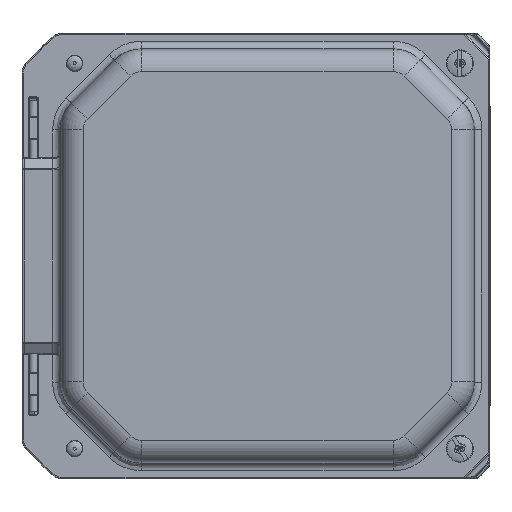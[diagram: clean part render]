
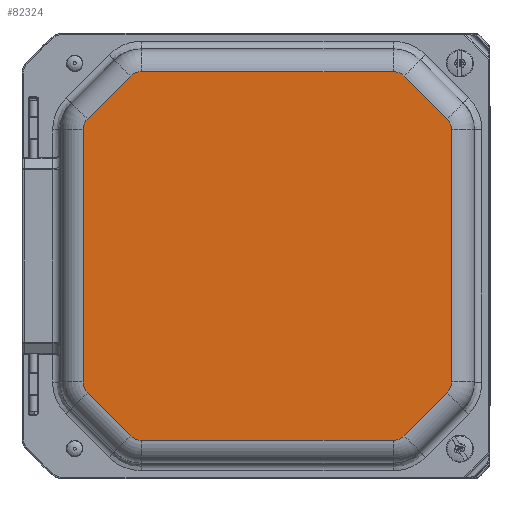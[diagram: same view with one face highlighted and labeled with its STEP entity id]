
A CAD part, top view. The second image highlights one B-rep face of the part: STEP entity #82324.
In plain terms, the highlighted planar face has unit normal (0, 0, 1).
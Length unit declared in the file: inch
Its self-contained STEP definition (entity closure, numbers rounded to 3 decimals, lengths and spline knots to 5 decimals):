
#196 = CARTESIAN_POINT ( 'NONE',  ( 2.8135, 2.09746, 4.312 ) ) ;
#1646 = DIRECTION ( 'NONE',  ( 0., 0., 1. ) ) ;
#2819 = DIRECTION ( 'NONE',  ( 0., -1., 0. ) ) ;
#3208 = ORIENTED_EDGE ( 'NONE', *, *, #81666, .T. ) ;
#5337 = CARTESIAN_POINT ( 'NONE',  ( 3.06736, -0.0006, 4.312 ) ) ;
#5414 = CARTESIAN_POINT ( 'NONE',  ( 2.27656, -2.99461, 4.312 ) ) ;
#6489 = VERTEX_POINT ( 'NONE', #57450 ) ;
#6971 = DIRECTION ( 'NONE',  ( 0., 0., 1. ) ) ;
#7266 = CARTESIAN_POINT ( 'NONE',  ( 2.993, 2.27696, 4.312 ) ) ;
#7495 = DIRECTION ( 'NONE',  ( 0., 0., 1. ) ) ;
#9685 = VERTEX_POINT ( 'NONE', #63660 ) ;
#10069 = VERTEX_POINT ( 'NONE', #34290 ) ;
#11469 = EDGE_CURVE ( 'NONE', #53451, #6489, #23994, .T. ) ;
#13855 = ORIENTED_EDGE ( 'NONE', *, *, #95719, .T. ) ;
#14440 = EDGE_CURVE ( 'NONE', #10069, #63413, #98614, .T. ) ;
#14481 = LINE ( 'NONE', #5414, #43679 ) ;
#17375 = DIRECTION ( 'NONE',  ( 0., -1., 0. ) ) ;
#17563 = CIRCLE ( 'NONE', #92736, 0.25386 ) ;
#18064 = DIRECTION ( 'NONE',  ( -0.707, -0.707, 0. ) ) ;
#18800 = DIRECTION ( 'NONE',  ( 0., 0., 1. ) ) ;
#19373 = DIRECTION ( 'NONE',  ( 0., 0., 1. ) ) ;
#19882 = CIRCLE ( 'NONE', #48841, 0.25386 ) ;
#21779 = DIRECTION ( 'NONE',  ( -0.707, 0.707, 0. ) ) ;
#23994 = CIRCLE ( 'NONE', #36873, 0.25386 ) ;
#26387 = VERTEX_POINT ( 'NONE', #108336 ) ;
#26903 = DIRECTION ( 'NONE',  ( 0., -1., 0. ) ) ;
#27443 = ORIENTED_EDGE ( 'NONE', *, *, #115117, .T. ) ;
#27902 = CARTESIAN_POINT ( 'NONE',  ( -2.09706, -2.8151, 4.312 ) ) ;
#28404 = CARTESIAN_POINT ( 'NONE',  ( -3.06736, 2.09746, 4.312 ) ) ;
#28471 = DIRECTION ( 'NONE',  ( 0., 0., 1. ) ) ;
#28825 = AXIS2_PLACEMENT_3D ( 'NONE', #27902, #19373, #100122 ) ;
#29457 = CARTESIAN_POINT ( 'NONE',  ( 3.06736, -2.09866, 4.312 ) ) ;
#31541 = CARTESIAN_POINT ( 'NONE',  ( -2.09706, 3.06775, 4.312 ) ) ;
#33801 = ORIENTED_EDGE ( 'NONE', *, *, #35767, .T. ) ;
#34290 = CARTESIAN_POINT ( 'NONE',  ( -2.993, -2.27817, 4.312 ) ) ;
#35635 = CARTESIAN_POINT ( 'NONE',  ( 2.8135, -2.09866, 4.312 ) ) ;
#35767 = EDGE_CURVE ( 'NONE', #62833, #69241, #43953, .T. ) ;
#36873 = AXIS2_PLACEMENT_3D ( 'NONE', #86622, #6971, #113038 ) ;
#37903 = EDGE_CURVE ( 'NONE', #101192, #53451, #77928, .T. ) ;
#38844 = CARTESIAN_POINT ( 'NONE',  ( 2.27656, -2.99461, 4.312 ) ) ;
#39198 = EDGE_CURVE ( 'NONE', #63413, #26387, #73956, .T. ) ;
#39786 = CARTESIAN_POINT ( 'NONE',  ( 2.993, -2.27817, 4.312 ) ) ;
#40351 = LINE ( 'NONE', #80190, #97321 ) ;
#40422 = CARTESIAN_POINT ( 'NONE',  ( 2.993, 2.27696, 4.312 ) ) ;
#43679 = VECTOR ( 'NONE', #58321, 39.37008 ) ;
#43768 = CARTESIAN_POINT ( 'NONE',  ( -2.993, -2.27817, 4.312 ) ) ;
#43953 = LINE ( 'NONE', #40422, #63430 ) ;
#45168 = CIRCLE ( 'NONE', #56052, 0.25386 ) ;
#45309 = EDGE_CURVE ( 'NONE', #9685, #62833, #85345, .T. ) ;
#45547 = CARTESIAN_POINT ( 'NONE',  ( 0., -0.0006, 4.312 ) ) ;
#45941 = CARTESIAN_POINT ( 'NONE',  ( -2.8135, -2.09866, 4.312 ) ) ;
#48841 = AXIS2_PLACEMENT_3D ( 'NONE', #35635, #53109, #89211 ) ;
#49134 = DIRECTION ( 'NONE',  ( 1., 0., 0. ) ) ;
#49720 = VECTOR ( 'NONE', #92073, 39.37008 ) ;
#53109 = DIRECTION ( 'NONE',  ( 0., 0., 1. ) ) ;
#53451 = VERTEX_POINT ( 'NONE', #31541 ) ;
#54150 = DIRECTION ( 'NONE',  ( 1., 0., 0. ) ) ;
#54153 = VECTOR ( 'NONE', #63232, 39.37008 ) ;
#54443 = VERTEX_POINT ( 'NONE', #82235 ) ;
#55797 = EDGE_LOOP ( 'NONE', ( #13855, #87824, #84510, #82362, #76878, #27443, #3208, #94441, #97863, #33801, #96131, #78420, #88439, #96521, #108220, #68671 ) ) ;
#56052 = AXIS2_PLACEMENT_3D ( 'NONE', #60787, #7495, #26903 ) ;
#57450 = CARTESIAN_POINT ( 'NONE',  ( -2.27656, 2.9934, 4.312 ) ) ;
#58042 = VERTEX_POINT ( 'NONE', #28404 ) ;
#58321 = DIRECTION ( 'NONE',  ( 0.707, 0.707, 0. ) ) ;
#58772 = CIRCLE ( 'NONE', #105526, 0.25386 ) ;
#60653 = EDGE_CURVE ( 'NONE', #6489, #76843, #40351, .T. ) ;
#60787 = CARTESIAN_POINT ( 'NONE',  ( -2.8135, 2.09746, 4.312 ) ) ;
#61827 = CARTESIAN_POINT ( 'NONE',  ( 2.09706, -3.06896, 4.312 ) ) ;
#62833 = VERTEX_POINT ( 'NONE', #7266 ) ;
#63127 = DIRECTION ( 'NONE',  ( 1., 0., 0. ) ) ;
#63232 = DIRECTION ( 'NONE',  ( 0.707, -0.707, 0. ) ) ;
#63413 = VERTEX_POINT ( 'NONE', #95358 ) ;
#63430 = VECTOR ( 'NONE', #21779, 39.37008 ) ;
#63660 = CARTESIAN_POINT ( 'NONE',  ( 3.06736, 2.09746, 4.312 ) ) ;
#65033 = VERTEX_POINT ( 'NONE', #29457 ) ;
#65418 = DIRECTION ( 'NONE',  ( 0., 0., 1. ) ) ;
#65993 = LINE ( 'NONE', #5337, #95151 ) ;
#68671 = ORIENTED_EDGE ( 'NONE', *, *, #76438, .T. ) ;
#69241 = VERTEX_POINT ( 'NONE', #80294 ) ;
#70183 = DIRECTION ( 'NONE',  ( -1., 0., 0. ) ) ;
#71732 = DIRECTION ( 'NONE',  ( 0., 0., 1. ) ) ;
#73956 = CIRCLE ( 'NONE', #28825, 0.25386 ) ;
#73964 = CARTESIAN_POINT ( 'NONE',  ( 2.09706, 2.8139, 4.312 ) ) ;
#74320 = AXIS2_PLACEMENT_3D ( 'NONE', #196, #71732, #17375 ) ;
#74332 = EDGE_CURVE ( 'NONE', #103857, #93217, #17563, .T. ) ;
#75368 = CARTESIAN_POINT ( 'NONE',  ( -3.06736, -0.0006, 4.312 ) ) ;
#76438 = EDGE_CURVE ( 'NONE', #58042, #54443, #78995, .T. ) ;
#76843 = VERTEX_POINT ( 'NONE', #100271 ) ;
#76878 = ORIENTED_EDGE ( 'NONE', *, *, #74332, .T. ) ;
#77928 = LINE ( 'NONE', #114782, #98751 ) ;
#78420 = ORIENTED_EDGE ( 'NONE', *, *, #37903, .T. ) ;
#78703 = LINE ( 'NONE', #101984, #92590 ) ;
#78995 = LINE ( 'NONE', #75368, #49720 ) ;
#80190 = CARTESIAN_POINT ( 'NONE',  ( -2.27656, 2.9934, 4.312 ) ) ;
#80294 = CARTESIAN_POINT ( 'NONE',  ( 2.27656, 2.9934, 4.312 ) ) ;
#81645 = CIRCLE ( 'NONE', #95141, 0.25386 ) ;
#81666 = EDGE_CURVE ( 'NONE', #103204, #65033, #19882, .T. ) ;
#82235 = CARTESIAN_POINT ( 'NONE',  ( -3.06736, -2.09866, 4.312 ) ) ;
#82324 = ADVANCED_FACE ( 'NONE', ( #95681 ), #98057, .T. ) ;
#82362 = ORIENTED_EDGE ( 'NONE', *, *, #88977, .T. ) ;
#84510 = ORIENTED_EDGE ( 'NONE', *, *, #39198, .T. ) ;
#85345 = CIRCLE ( 'NONE', #74320, 0.25386 ) ;
#86622 = CARTESIAN_POINT ( 'NONE',  ( -2.09706, 2.8139, 4.312 ) ) ;
#87824 = ORIENTED_EDGE ( 'NONE', *, *, #14440, .T. ) ;
#88439 = ORIENTED_EDGE ( 'NONE', *, *, #11469, .T. ) ;
#88977 = EDGE_CURVE ( 'NONE', #26387, #103857, #78703, .T. ) ;
#89064 = CARTESIAN_POINT ( 'NONE',  ( 2.09706, -2.8151, 4.312 ) ) ;
#89211 = DIRECTION ( 'NONE',  ( 1., 0., 0. ) ) ;
#92073 = DIRECTION ( 'NONE',  ( 0., -1., 0. ) ) ;
#92590 = VECTOR ( 'NONE', #49134, 39.37008 ) ;
#92736 = AXIS2_PLACEMENT_3D ( 'NONE', #89064, #1646, #108080 ) ;
#92844 = CARTESIAN_POINT ( 'NONE',  ( 2.09706, 3.06775, 4.312 ) ) ;
#93217 = VERTEX_POINT ( 'NONE', #38844 ) ;
#94441 = ORIENTED_EDGE ( 'NONE', *, *, #107128, .T. ) ;
#94708 = DIRECTION ( 'NONE',  ( 0., 1., 0. ) ) ;
#95141 = AXIS2_PLACEMENT_3D ( 'NONE', #73964, #65418, #2819 ) ;
#95151 = VECTOR ( 'NONE', #94708, 39.37008 ) ;
#95358 = CARTESIAN_POINT ( 'NONE',  ( -2.27656, -2.99461, 4.312 ) ) ;
#95681 = FACE_OUTER_BOUND ( 'NONE', #55797, .T. ) ;
#95719 = EDGE_CURVE ( 'NONE', #54443, #10069, #58772, .T. ) ;
#96131 = ORIENTED_EDGE ( 'NONE', *, *, #110148, .T. ) ;
#96521 = ORIENTED_EDGE ( 'NONE', *, *, #60653, .T. ) ;
#97321 = VECTOR ( 'NONE', #18064, 39.37008 ) ;
#97863 = ORIENTED_EDGE ( 'NONE', *, *, #45309, .T. ) ;
#98057 = PLANE ( 'NONE',  #109920 ) ;
#98614 = LINE ( 'NONE', #43768, #54153 ) ;
#98751 = VECTOR ( 'NONE', #70183, 39.37008 ) ;
#100122 = DIRECTION ( 'NONE',  ( 0., -1., 0. ) ) ;
#100271 = CARTESIAN_POINT ( 'NONE',  ( -2.993, 2.27696, 4.312 ) ) ;
#101192 = VERTEX_POINT ( 'NONE', #92844 ) ;
#101984 = CARTESIAN_POINT ( 'NONE',  ( 0., -3.06896, 4.312 ) ) ;
#103204 = VERTEX_POINT ( 'NONE', #39786 ) ;
#103857 = VERTEX_POINT ( 'NONE', #61827 ) ;
#105526 = AXIS2_PLACEMENT_3D ( 'NONE', #45941, #18800, #63127 ) ;
#106474 = EDGE_CURVE ( 'NONE', #76843, #58042, #45168, .T. ) ;
#107128 = EDGE_CURVE ( 'NONE', #65033, #9685, #65993, .T. ) ;
#108080 = DIRECTION ( 'NONE',  ( 1., 0., 0. ) ) ;
#108220 = ORIENTED_EDGE ( 'NONE', *, *, #106474, .T. ) ;
#108336 = CARTESIAN_POINT ( 'NONE',  ( -2.09706, -3.06896, 4.312 ) ) ;
#109920 = AXIS2_PLACEMENT_3D ( 'NONE', #45547, #28471, #54150 ) ;
#110148 = EDGE_CURVE ( 'NONE', #69241, #101192, #81645, .T. ) ;
#113038 = DIRECTION ( 'NONE',  ( 0., -1., 0. ) ) ;
#114782 = CARTESIAN_POINT ( 'NONE',  ( 0., 3.06775, 4.312 ) ) ;
#115117 = EDGE_CURVE ( 'NONE', #93217, #103204, #14481, .T. ) ;
